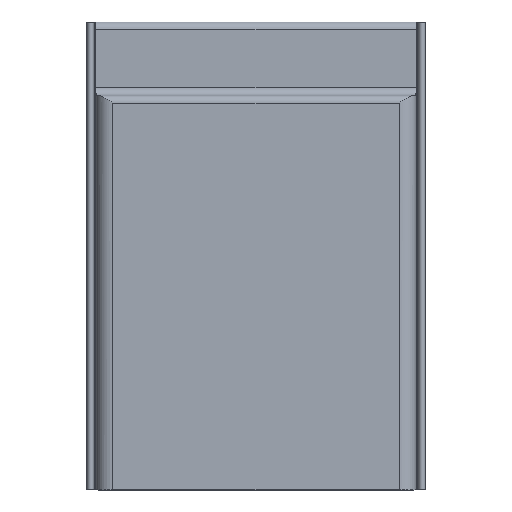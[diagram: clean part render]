
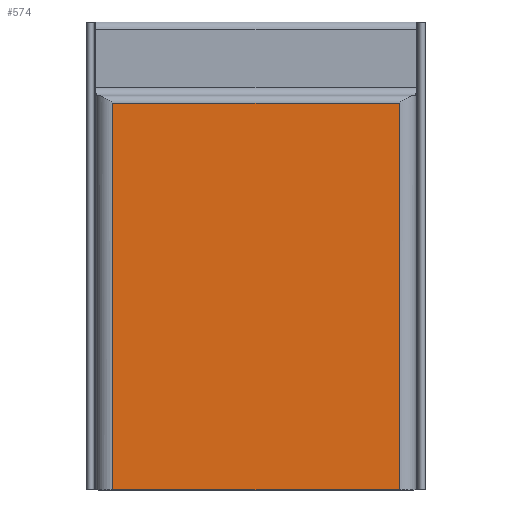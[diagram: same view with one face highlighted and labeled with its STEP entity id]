
A CAD part, top view. The second image highlights one B-rep face of the part: STEP entity #574.
In plain terms, the highlighted planar face has unit normal (0, 0, 1).
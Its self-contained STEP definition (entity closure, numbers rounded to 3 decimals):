
#10 = CARTESIAN_POINT ( 'NONE',  ( -12.7, 20.75, 4. ) ) ;
#19 = DIRECTION ( 'NONE',  ( -1., 0., 0. ) ) ;
#48 = CARTESIAN_POINT ( 'NONE',  ( 12.7, 13.55, 4. ) ) ;
#62 = DIRECTION ( 'NONE',  ( 1., 0., 0. ) ) ;
#69 = CARTESIAN_POINT ( 'NONE',  ( -12.7, -20.75, 4. ) ) ;
#92 = EDGE_CURVE ( 'NONE', #105, #807, #409, .T. ) ;
#105 = VERTEX_POINT ( 'NONE', #203 ) ;
#118 = EDGE_CURVE ( 'NONE', #789, #807, #159, .T. ) ;
#133 = VERTEX_POINT ( 'NONE', #418 ) ;
#141 = DIRECTION ( 'NONE',  ( 0., -1., 0. ) ) ;
#150 = ORIENTED_EDGE ( 'NONE', *, *, #492, .T. ) ;
#159 = LINE ( 'NONE', #485, #211 ) ;
#185 = VECTOR ( 'NONE', #608, 1000. ) ;
#203 = CARTESIAN_POINT ( 'NONE',  ( -12.7, -20.75, 4. ) ) ;
#211 = VECTOR ( 'NONE', #141, 1000. ) ;
#293 = VECTOR ( 'NONE', #62, 1000. ) ;
#297 = PLANE ( 'NONE',  #692 ) ;
#386 = LINE ( 'NONE', #828, #877 ) ;
#401 = DIRECTION ( 'NONE',  ( 0., -1., 0. ) ) ;
#409 = LINE ( 'NONE', #69, #293 ) ;
#418 = CARTESIAN_POINT ( 'NONE',  ( -12.7, 13.55, 4. ) ) ;
#467 = ORIENTED_EDGE ( 'NONE', *, *, #118, .F. ) ;
#472 = EDGE_CURVE ( 'NONE', #789, #133, #576, .T. ) ;
#485 = CARTESIAN_POINT ( 'NONE',  ( 12.7, 20.75, 4. ) ) ;
#492 = EDGE_CURVE ( 'NONE', #133, #105, #386, .T. ) ;
#531 = FACE_OUTER_BOUND ( 'NONE', #690, .T. ) ;
#574 = ADVANCED_FACE ( 'NONE', ( #531 ), #297, .F. ) ;
#576 = LINE ( 'NONE', #604, #185 ) ;
#588 = DIRECTION ( 'NONE',  ( 0., 0., -1. ) ) ;
#604 = CARTESIAN_POINT ( 'NONE',  ( 15.001, 13.55, 4. ) ) ;
#608 = DIRECTION ( 'NONE',  ( -1., 0., 0. ) ) ;
#690 = EDGE_LOOP ( 'NONE', ( #467, #702, #150, #836 ) ) ;
#692 = AXIS2_PLACEMENT_3D ( 'NONE', #10, #588, #19 ) ;
#702 = ORIENTED_EDGE ( 'NONE', *, *, #472, .T. ) ;
#789 = VERTEX_POINT ( 'NONE', #48 ) ;
#807 = VERTEX_POINT ( 'NONE', #917 ) ;
#828 = CARTESIAN_POINT ( 'NONE',  ( -12.7, 20.75, 4. ) ) ;
#836 = ORIENTED_EDGE ( 'NONE', *, *, #92, .T. ) ;
#877 = VECTOR ( 'NONE', #401, 1000. ) ;
#917 = CARTESIAN_POINT ( 'NONE',  ( 12.7, -20.75, 4. ) ) ;
